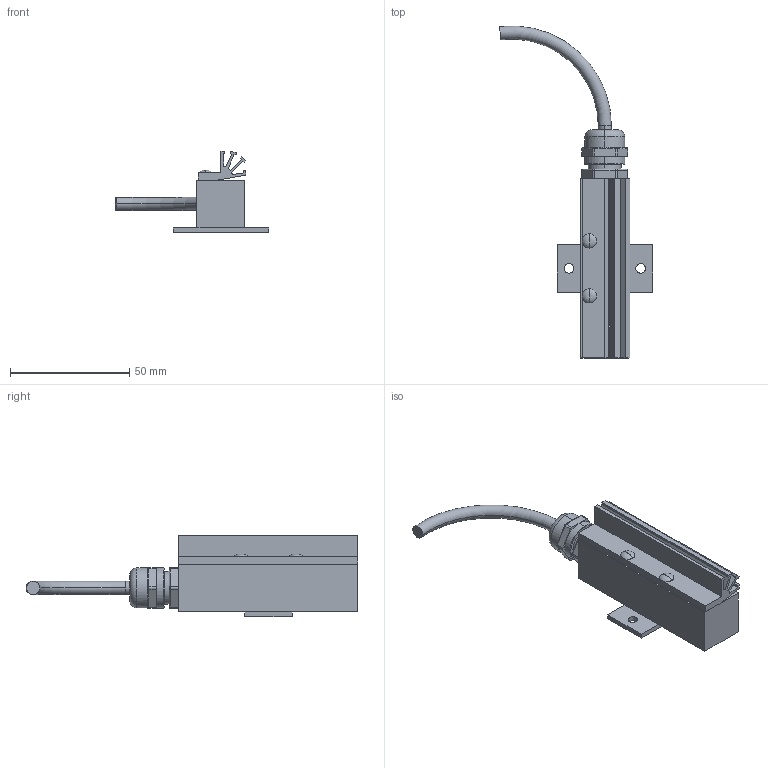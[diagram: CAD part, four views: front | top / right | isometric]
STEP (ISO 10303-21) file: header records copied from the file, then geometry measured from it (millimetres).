
FILE_DESCRIPTION (( 'STEP AP214' ), '1' );
FILE_NAME ('P-ssm_AL + Schraub.STEP', '2017-01-17T08:43:13', ( '' ), ( '' ), 'SwSTEP 2.0', 'SolidWorks 2015', '' );
FILE_SCHEMA (( 'AUTOMOTIVE_DESIGN' ));
Length unit declared in the file: millimetre
Products named in the file (8): Kabelstück; Kabelverschraubung MS M16x1,5 IP68; INT40.0045_A1_Sssm40x20x2_Schraubbefestigung P-ssm 40x20x2mm farbl. elox.; Countersunk Flat Head Cross Recess Screw_DIN_ISO 7046-1 - M3 x 6 - Z --- 6N; INT40.0046_A1_KKP-ssm; P-ssm_AL + Schraub; Niete3,0x10; INT40.0044_A1_Gssm752020-265V
Assembly tree (9 placements, depth 2):
  P-ssm_AL + Schraub
    INT40.0044_A1_Gssm752020-265V
    INT40.0046_A1_KKP-ssm
    INT40.0045_A1_Sssm40x20x2_Schraubbefestigung P-ssm 40x20x2mm farbl. elox.
    Kabelverschraubung MS M16x1,5 IP68
    Kabelstück
    Countersunk Flat Head Cross Recess Screw_DIN_ISO 7046-1 - M3 x 6 - Z --- 6N  x2
    Niete3,0x10  x2
Bounding box: 64.15 x 139 x 34 mm (x, y, z)
Volume: 32938.3 mm3; surface area: 24170.4 mm2
Topology: 9 solids, 9 shells, 283 faces, 674 edges, 404 vertices
Faces by surface type: plane 119, cylinder 83, cone 41, torus 34, bspline 6
Entity records: 7511 total; most frequent: CARTESIAN_POINT 1641, DIRECTION 1220, ORIENTED_EDGE 1096, EDGE_CURVE 548, AXIS2_PLACEMENT_3D 467, VERTEX_POINT 338, LINE 286, VECTOR 286
